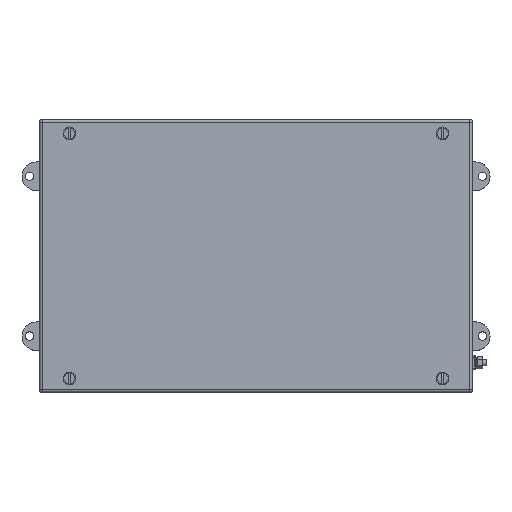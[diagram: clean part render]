
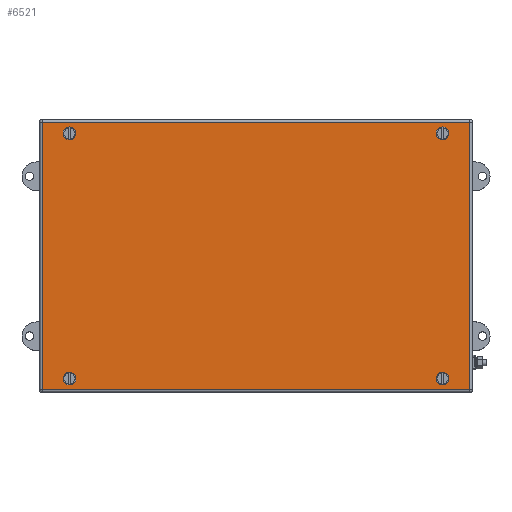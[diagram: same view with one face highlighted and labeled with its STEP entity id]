
A CAD part, top view. The second image highlights one B-rep face of the part: STEP entity #6521.
In plain terms, the highlighted planar face has unit normal (0, 0, 1).
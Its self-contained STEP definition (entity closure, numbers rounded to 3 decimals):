
#6308=AXIS2_PLACEMENT_3D('Circle Axis2P3D',#6306,#6307,$) ;
#6327=AXIS2_PLACEMENT_3D('Circle Axis2P3D',#6325,#6326,$) ;
#6351=AXIS2_PLACEMENT_3D('Circle Axis2P3D',#6349,#6350,$) ;
#6370=AXIS2_PLACEMENT_3D('Circle Axis2P3D',#6368,#6369,$) ;
#6394=AXIS2_PLACEMENT_3D('Circle Axis2P3D',#6392,#6393,$) ;
#6413=AXIS2_PLACEMENT_3D('Circle Axis2P3D',#6411,#6412,$) ;
#6437=AXIS2_PLACEMENT_3D('Circle Axis2P3D',#6435,#6436,$) ;
#6456=AXIS2_PLACEMENT_3D('Circle Axis2P3D',#6454,#6455,$) ;
#6469=AXIS2_PLACEMENT_3D('Plane Axis2P3D',#6466,#6467,#6468) ;
#6303=CARTESIAN_POINT('Vertex',(391.75,243.,133.)) ;
#6306=CARTESIAN_POINT('Axis2P3D Location',(394.5,243.,133.)) ;
#6310=CARTESIAN_POINT('Vertex',(397.25,243.,133.)) ;
#6325=CARTESIAN_POINT('Axis2P3D Location',(394.5,243.,133.)) ;
#6346=CARTESIAN_POINT('Vertex',(47.25,13.,133.)) ;
#6349=CARTESIAN_POINT('Axis2P3D Location',(44.5,13.,133.)) ;
#6353=CARTESIAN_POINT('Vertex',(41.75,13.,133.)) ;
#6368=CARTESIAN_POINT('Axis2P3D Location',(44.5,13.,133.)) ;
#6389=CARTESIAN_POINT('Vertex',(47.25,243.,133.)) ;
#6392=CARTESIAN_POINT('Axis2P3D Location',(44.5,243.,133.)) ;
#6396=CARTESIAN_POINT('Vertex',(41.75,243.,133.)) ;
#6411=CARTESIAN_POINT('Axis2P3D Location',(44.5,243.,133.)) ;
#6432=CARTESIAN_POINT('Vertex',(391.75,13.,133.)) ;
#6435=CARTESIAN_POINT('Axis2P3D Location',(394.5,13.,133.)) ;
#6439=CARTESIAN_POINT('Vertex',(397.25,13.,133.)) ;
#6454=CARTESIAN_POINT('Axis2P3D Location',(394.5,13.,133.)) ;
#6466=CARTESIAN_POINT('Axis2P3D Location',(219.5,128.,133.)) ;
#6471=CARTESIAN_POINT('Line Origine',(219.5,2.6,133.)) ;
#6475=CARTESIAN_POINT('Vertex',(419.9,2.6,133.)) ;
#6477=CARTESIAN_POINT('Vertex',(19.1,2.6,133.)) ;
#6480=CARTESIAN_POINT('Line Origine',(419.9,128.,133.)) ;
#6484=CARTESIAN_POINT('Vertex',(419.9,253.4,133.)) ;
#6487=CARTESIAN_POINT('Line Origine',(219.5,253.4,133.)) ;
#6491=CARTESIAN_POINT('Vertex',(19.1,253.4,133.)) ;
#6494=CARTESIAN_POINT('Line Origine',(19.1,128.,133.)) ;
#6307=DIRECTION('Axis2P3D Direction',(0.,0.,1.)) ;
#6326=DIRECTION('Axis2P3D Direction',(0.,0.,1.)) ;
#6350=DIRECTION('Axis2P3D Direction',(0.,0.,1.)) ;
#6369=DIRECTION('Axis2P3D Direction',(0.,0.,1.)) ;
#6393=DIRECTION('Axis2P3D Direction',(0.,0.,1.)) ;
#6412=DIRECTION('Axis2P3D Direction',(0.,0.,1.)) ;
#6436=DIRECTION('Axis2P3D Direction',(0.,0.,1.)) ;
#6455=DIRECTION('Axis2P3D Direction',(0.,0.,1.)) ;
#6467=DIRECTION('Axis2P3D Direction',(0.,0.,-1.)) ;
#6468=DIRECTION('Axis2P3D XDirection',(1.,0.,0.)) ;
#6472=DIRECTION('Vector Direction',(1.,0.,0.)) ;
#6481=DIRECTION('Vector Direction',(0.,-1.,0.)) ;
#6488=DIRECTION('Vector Direction',(-1.,0.,0.)) ;
#6495=DIRECTION('Vector Direction',(0.,1.,0.)) ;
#6473=VECTOR('Line Direction',#6472,1.) ;
#6482=VECTOR('Line Direction',#6481,1.) ;
#6489=VECTOR('Line Direction',#6488,1.) ;
#6496=VECTOR('Line Direction',#6495,1.) ;
#6500=ORIENTED_EDGE('',*,*,#6479,.F.) ;
#6501=ORIENTED_EDGE('',*,*,#6486,.F.) ;
#6502=ORIENTED_EDGE('',*,*,#6493,.F.) ;
#6503=ORIENTED_EDGE('',*,*,#6498,.F.) ;
#6506=ORIENTED_EDGE('',*,*,#6458,.F.) ;
#6507=ORIENTED_EDGE('',*,*,#6441,.F.) ;
#6510=ORIENTED_EDGE('',*,*,#6372,.F.) ;
#6511=ORIENTED_EDGE('',*,*,#6355,.F.) ;
#6514=ORIENTED_EDGE('',*,*,#6329,.F.) ;
#6515=ORIENTED_EDGE('',*,*,#6312,.F.) ;
#6518=ORIENTED_EDGE('',*,*,#6415,.F.) ;
#6519=ORIENTED_EDGE('',*,*,#6398,.F.) ;
#6508=FACE_BOUND('',#6505,.T.) ;
#6512=FACE_BOUND('',#6509,.T.) ;
#6516=FACE_BOUND('',#6513,.T.) ;
#6520=FACE_BOUND('',#6517,.T.) ;
#6521=ADVANCED_FACE('Cover',(#6504,#6508,#6512,#6516,#6520),#6470,.F.) ;
#6309=CIRCLE('generated circle',#6308,2.75) ;
#6328=CIRCLE('generated circle',#6327,2.75) ;
#6352=CIRCLE('generated circle',#6351,2.75) ;
#6371=CIRCLE('generated circle',#6370,2.75) ;
#6395=CIRCLE('generated circle',#6394,2.75) ;
#6414=CIRCLE('generated circle',#6413,2.75) ;
#6438=CIRCLE('generated circle',#6437,2.75) ;
#6457=CIRCLE('generated circle',#6456,2.75) ;
#6312=EDGE_CURVE('',#6304,#6311,#6309,.T.) ;
#6329=EDGE_CURVE('',#6311,#6304,#6328,.T.) ;
#6355=EDGE_CURVE('',#6347,#6354,#6352,.T.) ;
#6372=EDGE_CURVE('',#6354,#6347,#6371,.T.) ;
#6398=EDGE_CURVE('',#6390,#6397,#6395,.T.) ;
#6415=EDGE_CURVE('',#6397,#6390,#6414,.T.) ;
#6441=EDGE_CURVE('',#6433,#6440,#6438,.T.) ;
#6458=EDGE_CURVE('',#6440,#6433,#6457,.T.) ;
#6479=EDGE_CURVE('',#6476,#6478,#6474,.F.) ;
#6486=EDGE_CURVE('',#6485,#6476,#6483,.T.) ;
#6493=EDGE_CURVE('',#6492,#6485,#6490,.F.) ;
#6498=EDGE_CURVE('',#6478,#6492,#6497,.T.) ;
#6499=EDGE_LOOP('',(#6500,#6501,#6502,#6503)) ;
#6505=EDGE_LOOP('',(#6506,#6507)) ;
#6509=EDGE_LOOP('',(#6510,#6511)) ;
#6513=EDGE_LOOP('',(#6514,#6515)) ;
#6517=EDGE_LOOP('',(#6518,#6519)) ;
#6504=FACE_OUTER_BOUND('',#6499,.T.) ;
#6474=LINE('Line',#6471,#6473) ;
#6483=LINE('Line',#6480,#6482) ;
#6490=LINE('Line',#6487,#6489) ;
#6497=LINE('Line',#6494,#6496) ;
#6470=PLANE('',#6469) ;
#6304=VERTEX_POINT('',#6303) ;
#6311=VERTEX_POINT('',#6310) ;
#6347=VERTEX_POINT('',#6346) ;
#6354=VERTEX_POINT('',#6353) ;
#6390=VERTEX_POINT('',#6389) ;
#6397=VERTEX_POINT('',#6396) ;
#6433=VERTEX_POINT('',#6432) ;
#6440=VERTEX_POINT('',#6439) ;
#6476=VERTEX_POINT('',#6475) ;
#6478=VERTEX_POINT('',#6477) ;
#6485=VERTEX_POINT('',#6484) ;
#6492=VERTEX_POINT('',#6491) ;
